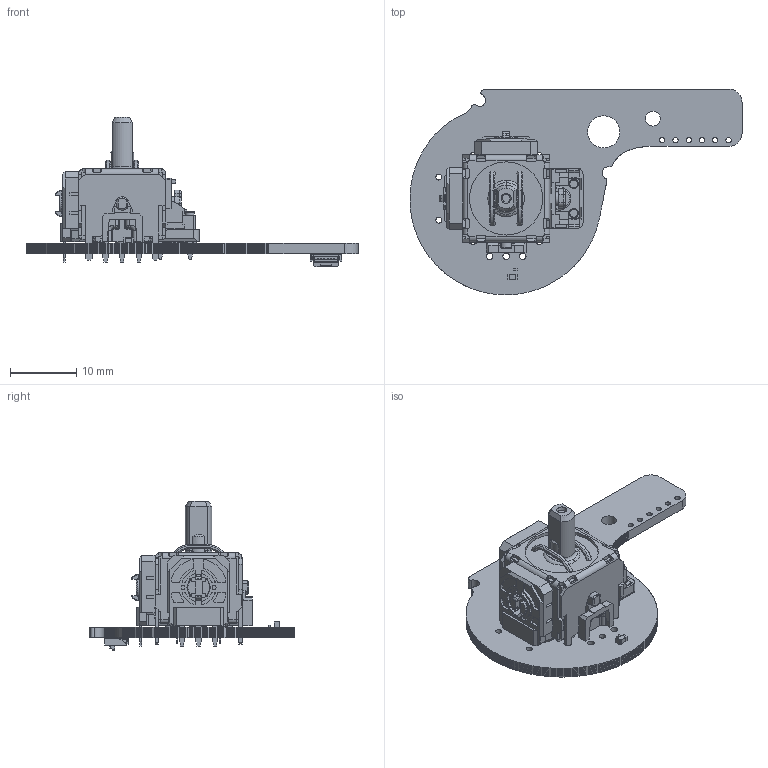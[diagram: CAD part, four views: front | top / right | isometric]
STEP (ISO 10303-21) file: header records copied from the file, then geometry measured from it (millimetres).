
FILE_DESCRIPTION(('KiCad electronic assembly'),'2;1');
FILE_NAME('UGC_SubStick_R4.step','2024-07-17T22:03:14',('Pcbnew'),( 'Kicad'),'Open CASCADE STEP processor 7.7','KiCad to STEP converter' ,'Unknown');
FILE_SCHEMA(('AUTOMOTIVE_DESIGN { 1 0 10303 214 1 1 1 1 }'));
Length unit declared in the file: millimetre
Products named in the file (10): UGC_SubStick_R4 1; C_0603_1608Metric; R_0201_0603Metric; GL1807SYAE; UGC_SubStick_R4 1.3.1; 503480-0640; 5034800640; UGC_SubStick_PCB
Assembly tree (11 placements, depth 3):
  UGC_SubStick_R4 1
    C_0603_1608Metric  x2
      C_0603_1608Metric
    R_0201_0603Metric  x2
      R_0201_0603Metric
    GL1807SYAE
      UGC_SubStick_R4 1.3.1
    503480-0640
      5034800640
    UGC_SubStick_PCB
Bounding box: 50.1 x 31.03 x 22.53 mm (x, y, z)
Volume: 4002.6 mm3; surface area: 4412.8 mm2
Topology: 7 solids, 37 shells, 2639 faces, 7333 edges, 4830 vertices
Faces by surface type: plane 1925, cylinder 586, cone 48, torus 45, bspline 19, sphere 12, revolution 4
Full cylindrical faces by diameter (mm): 0.8 x6, 0.9 x4, 1 x6, 1.2 x4, 1.3 x2, 1.6 x2, 2.25 x1, 4.86 x1
Entity records: 84177 total; most frequent: CARTESIAN_POINT 16800, ORIENTED_EDGE 14292, DIRECTION 13333, EDGE_CURVE 7146, LINE 5669, VECTOR 5669, VERTEX_POINT 4674, AXIS2_PLACEMENT_3D 3830
